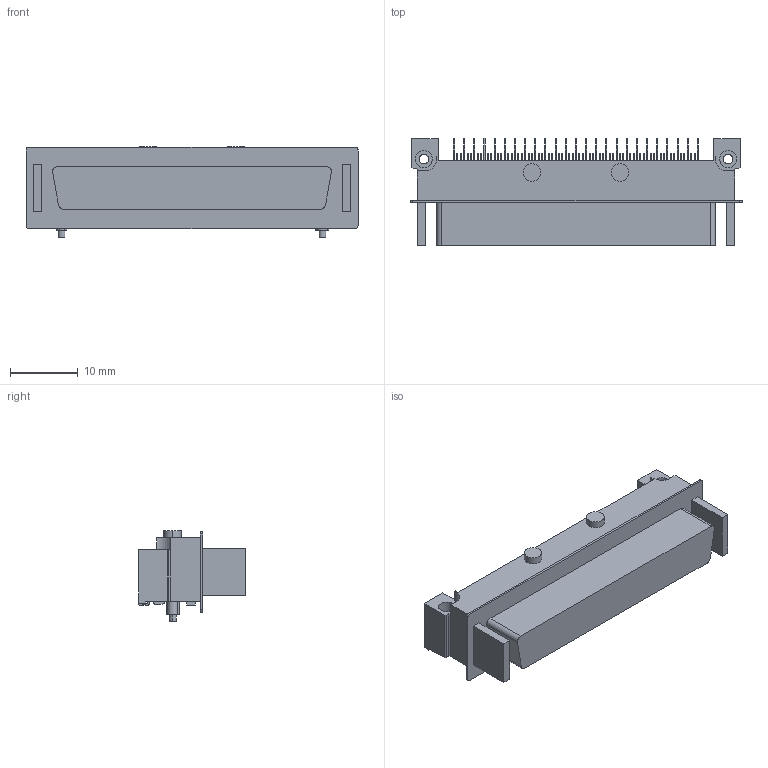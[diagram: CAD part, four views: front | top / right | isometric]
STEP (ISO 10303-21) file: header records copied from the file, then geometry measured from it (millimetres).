
FILE_DESCRIPTION((''),'2;1');
FILE_NAME('Molex.stp','2008-04-14T20:02:27',(''),(''),'Mechanical Desktop 2008','Mechanical Desktop 2008',', , ');
FILE_SCHEMA(('CONFIG_CONTROL_DESIGN'));
Length unit declared in the file: millimetre
Products named in the file (2): Product; 915251210
Bounding box: 49 x 15.9 x 13.4 mm (x, y, z)
Volume: 4673.3 mm3; surface area: 3548.2 mm2
Topology: 1 solids, 1 shells, 1259 faces, 3510 edges, 2340 vertices
Faces by surface type: plane 767, cylinder 476, bspline 16
Entity records: 40595 total; most frequent: CARTESIAN_POINT 7158, ORIENTED_EDGE 7020, DIRECTION 6950, EDGE_CURVE 3510, VECTOR 2558, LINE 2558, VERTEX_POINT 2340, AXIS2_PLACEMENT_3D 2196
